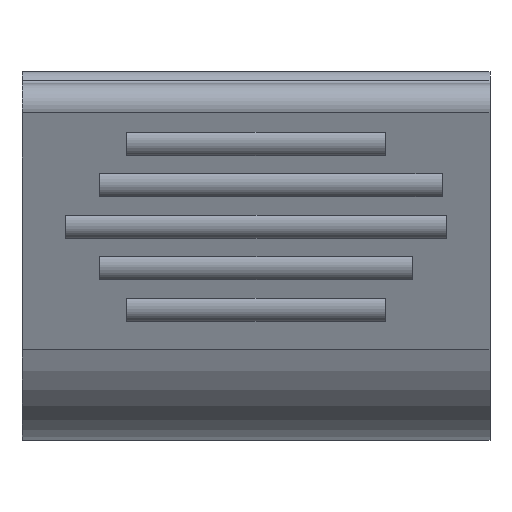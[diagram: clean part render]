
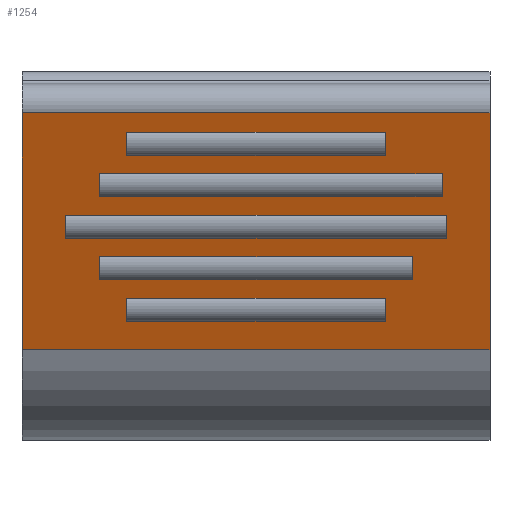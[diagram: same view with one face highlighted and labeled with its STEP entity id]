
A CAD part, top view. The second image highlights one B-rep face of the part: STEP entity #1254.
In plain terms, the highlighted planar face has unit normal (0, -0.342, 0.94).
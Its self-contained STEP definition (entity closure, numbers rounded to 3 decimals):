
#1204=AXIS2_PLACEMENT_3D('Plane Axis2P3D',#1201,#1202,#1203) ;
#107=CARTESIAN_POINT('Vertex',(15.257,8.833,11.786)) ;
#109=CARTESIAN_POINT('Vertex',(15.257,9.673,12.092)) ;
#112=CARTESIAN_POINT('Line Origine',(15.257,9.253,11.939)) ;
#128=CARTESIAN_POINT('Line Origine',(9.906,8.833,11.786)) ;
#132=CARTESIAN_POINT('Vertex',(2.822,8.833,11.786)) ;
#135=CARTESIAN_POINT('Line Origine',(9.906,9.673,12.092)) ;
#139=CARTESIAN_POINT('Vertex',(2.822,9.673,12.092)) ;
#160=CARTESIAN_POINT('Line Origine',(2.822,9.253,11.939)) ;
#180=CARTESIAN_POINT('Vertex',(3.808,5.163,10.451)) ;
#182=CARTESIAN_POINT('Vertex',(3.808,4.322,10.145)) ;
#185=CARTESIAN_POINT('Line Origine',(3.808,4.742,10.298)) ;
#205=CARTESIAN_POINT('Vertex',(13.192,4.322,10.145)) ;
#207=CARTESIAN_POINT('Vertex',(13.192,5.163,10.451)) ;
#210=CARTESIAN_POINT('Line Origine',(13.192,4.742,10.298)) ;
#226=CARTESIAN_POINT('Line Origine',(9.906,4.322,10.145)) ;
#231=CARTESIAN_POINT('Line Origine',(9.906,5.163,10.451)) ;
#248=CARTESIAN_POINT('Vertex',(13.192,10.336,12.334)) ;
#250=CARTESIAN_POINT('Vertex',(13.192,11.177,12.64)) ;
#253=CARTESIAN_POINT('Line Origine',(13.192,10.756,12.487)) ;
#268=CARTESIAN_POINT('Vertex',(3.808,11.177,12.64)) ;
#270=CARTESIAN_POINT('Vertex',(3.808,10.336,12.334)) ;
#273=CARTESIAN_POINT('Line Origine',(3.808,10.756,12.487)) ;
#289=CARTESIAN_POINT('Line Origine',(9.906,10.336,12.334)) ;
#294=CARTESIAN_POINT('Line Origine',(9.906,11.177,12.64)) ;
#316=CARTESIAN_POINT('Vertex',(1.593,8.17,11.545)) ;
#318=CARTESIAN_POINT('Vertex',(1.593,7.329,11.239)) ;
#321=CARTESIAN_POINT('Line Origine',(1.593,7.749,11.392)) ;
#341=CARTESIAN_POINT('Vertex',(15.407,7.329,11.239)) ;
#343=CARTESIAN_POINT('Vertex',(15.407,8.17,11.545)) ;
#346=CARTESIAN_POINT('Line Origine',(15.407,7.749,11.392)) ;
#362=CARTESIAN_POINT('Line Origine',(9.906,8.17,11.545)) ;
#367=CARTESIAN_POINT('Line Origine',(9.906,7.329,11.239)) ;
#384=CARTESIAN_POINT('Vertex',(2.822,6.666,10.998)) ;
#386=CARTESIAN_POINT('Vertex',(2.822,5.826,10.692)) ;
#389=CARTESIAN_POINT('Line Origine',(2.822,6.246,10.845)) ;
#409=CARTESIAN_POINT('Vertex',(14.178,5.826,10.692)) ;
#411=CARTESIAN_POINT('Vertex',(14.178,6.666,10.998)) ;
#414=CARTESIAN_POINT('Line Origine',(14.178,6.246,10.845)) ;
#430=CARTESIAN_POINT('Line Origine',(9.906,5.826,10.692)) ;
#435=CARTESIAN_POINT('Line Origine',(9.906,6.666,10.998)) ;
#459=CARTESIAN_POINT('Vertex',(0.,3.29,9.769)) ;
#462=CARTESIAN_POINT('Line Origine',(0.,7.588,11.333)) ;
#466=CARTESIAN_POINT('Vertex',(0.,11.886,12.898)) ;
#1185=CARTESIAN_POINT('Vertex',(17.,11.886,12.898)) ;
#1188=CARTESIAN_POINT('Line Origine',(9.11,11.886,12.898)) ;
#1201=CARTESIAN_POINT('Axis2P3D Location',(0.,11.886,12.898)) ;
#1206=CARTESIAN_POINT('Line Origine',(17.,7.588,11.333)) ;
#1210=CARTESIAN_POINT('Vertex',(17.,3.29,9.769)) ;
#1213=CARTESIAN_POINT('Line Origine',(8.5,3.29,9.769)) ;
#113=DIRECTION('Vector Direction',(0.,-0.94,-0.342)) ;
#129=DIRECTION('Vector Direction',(-1.,0.,0.)) ;
#136=DIRECTION('Vector Direction',(-1.,0.,0.)) ;
#161=DIRECTION('Vector Direction',(0.,0.94,0.342)) ;
#186=DIRECTION('Vector Direction',(0.,0.94,0.342)) ;
#211=DIRECTION('Vector Direction',(0.,-0.94,-0.342)) ;
#227=DIRECTION('Vector Direction',(-1.,0.,0.)) ;
#232=DIRECTION('Vector Direction',(-1.,0.,0.)) ;
#254=DIRECTION('Vector Direction',(0.,-0.94,-0.342)) ;
#274=DIRECTION('Vector Direction',(0.,0.94,0.342)) ;
#290=DIRECTION('Vector Direction',(-1.,0.,0.)) ;
#295=DIRECTION('Vector Direction',(-1.,0.,0.)) ;
#322=DIRECTION('Vector Direction',(0.,0.94,0.342)) ;
#347=DIRECTION('Vector Direction',(0.,-0.94,-0.342)) ;
#363=DIRECTION('Vector Direction',(-1.,0.,0.)) ;
#368=DIRECTION('Vector Direction',(-1.,0.,0.)) ;
#390=DIRECTION('Vector Direction',(0.,0.94,0.342)) ;
#415=DIRECTION('Vector Direction',(0.,-0.94,-0.342)) ;
#431=DIRECTION('Vector Direction',(-1.,0.,0.)) ;
#436=DIRECTION('Vector Direction',(-1.,0.,0.)) ;
#463=DIRECTION('Vector Direction',(0.,-0.94,-0.342)) ;
#1189=DIRECTION('Vector Direction',(-1.,0.,0.)) ;
#1202=DIRECTION('Axis2P3D Direction',(0.,-0.342,0.94)) ;
#1203=DIRECTION('Axis2P3D XDirection',(0.,-0.94,-0.342)) ;
#1207=DIRECTION('Vector Direction',(0.,-0.94,-0.342)) ;
#1214=DIRECTION('Vector Direction',(1.,0.,0.)) ;
#114=VECTOR('Line Direction',#113,1.) ;
#130=VECTOR('Line Direction',#129,1.) ;
#137=VECTOR('Line Direction',#136,1.) ;
#162=VECTOR('Line Direction',#161,1.) ;
#187=VECTOR('Line Direction',#186,1.) ;
#212=VECTOR('Line Direction',#211,1.) ;
#228=VECTOR('Line Direction',#227,1.) ;
#233=VECTOR('Line Direction',#232,1.) ;
#255=VECTOR('Line Direction',#254,1.) ;
#275=VECTOR('Line Direction',#274,1.) ;
#291=VECTOR('Line Direction',#290,1.) ;
#296=VECTOR('Line Direction',#295,1.) ;
#323=VECTOR('Line Direction',#322,1.) ;
#348=VECTOR('Line Direction',#347,1.) ;
#364=VECTOR('Line Direction',#363,1.) ;
#369=VECTOR('Line Direction',#368,1.) ;
#391=VECTOR('Line Direction',#390,1.) ;
#416=VECTOR('Line Direction',#415,1.) ;
#432=VECTOR('Line Direction',#431,1.) ;
#437=VECTOR('Line Direction',#436,1.) ;
#464=VECTOR('Line Direction',#463,1.) ;
#1190=VECTOR('Line Direction',#1189,1.) ;
#1208=VECTOR('Line Direction',#1207,1.) ;
#1215=VECTOR('Line Direction',#1214,1.) ;
#1219=ORIENTED_EDGE('',*,*,#1212,.F.) ;
#1220=ORIENTED_EDGE('',*,*,#1192,.F.) ;
#1221=ORIENTED_EDGE('',*,*,#468,.F.) ;
#1222=ORIENTED_EDGE('',*,*,#1217,.T.) ;
#1225=ORIENTED_EDGE('',*,*,#439,.T.) ;
#1226=ORIENTED_EDGE('',*,*,#418,.F.) ;
#1227=ORIENTED_EDGE('',*,*,#434,.F.) ;
#1228=ORIENTED_EDGE('',*,*,#393,.F.) ;
#1231=ORIENTED_EDGE('',*,*,#366,.T.) ;
#1232=ORIENTED_EDGE('',*,*,#350,.F.) ;
#1233=ORIENTED_EDGE('',*,*,#371,.F.) ;
#1234=ORIENTED_EDGE('',*,*,#325,.F.) ;
#1237=ORIENTED_EDGE('',*,*,#293,.F.) ;
#1238=ORIENTED_EDGE('',*,*,#277,.F.) ;
#1239=ORIENTED_EDGE('',*,*,#298,.T.) ;
#1240=ORIENTED_EDGE('',*,*,#257,.F.) ;
#1243=ORIENTED_EDGE('',*,*,#235,.T.) ;
#1244=ORIENTED_EDGE('',*,*,#214,.F.) ;
#1245=ORIENTED_EDGE('',*,*,#230,.F.) ;
#1246=ORIENTED_EDGE('',*,*,#189,.F.) ;
#1249=ORIENTED_EDGE('',*,*,#164,.F.) ;
#1250=ORIENTED_EDGE('',*,*,#141,.T.) ;
#1251=ORIENTED_EDGE('',*,*,#116,.F.) ;
#1252=ORIENTED_EDGE('',*,*,#134,.F.) ;
#1229=FACE_BOUND('',#1224,.T.) ;
#1235=FACE_BOUND('',#1230,.T.) ;
#1241=FACE_BOUND('',#1236,.T.) ;
#1247=FACE_BOUND('',#1242,.T.) ;
#1253=FACE_BOUND('',#1248,.T.) ;
#1254=ADVANCED_FACE('CLIP',(#1223,#1229,#1235,#1241,#1247,#1253),#1205,.T.) ;
#116=EDGE_CURVE('',#108,#110,#115,.F.) ;
#134=EDGE_CURVE('',#133,#108,#131,.F.) ;
#141=EDGE_CURVE('',#140,#110,#138,.F.) ;
#164=EDGE_CURVE('',#140,#133,#163,.F.) ;
#189=EDGE_CURVE('',#181,#183,#188,.F.) ;
#214=EDGE_CURVE('',#206,#208,#213,.F.) ;
#230=EDGE_CURVE('',#183,#206,#229,.F.) ;
#235=EDGE_CURVE('',#181,#208,#234,.F.) ;
#257=EDGE_CURVE('',#249,#251,#256,.F.) ;
#277=EDGE_CURVE('',#269,#271,#276,.F.) ;
#293=EDGE_CURVE('',#271,#249,#292,.F.) ;
#298=EDGE_CURVE('',#269,#251,#297,.F.) ;
#325=EDGE_CURVE('',#317,#319,#324,.F.) ;
#350=EDGE_CURVE('',#342,#344,#349,.F.) ;
#366=EDGE_CURVE('',#317,#344,#365,.F.) ;
#371=EDGE_CURVE('',#319,#342,#370,.F.) ;
#393=EDGE_CURVE('',#385,#387,#392,.F.) ;
#418=EDGE_CURVE('',#410,#412,#417,.F.) ;
#434=EDGE_CURVE('',#387,#410,#433,.F.) ;
#439=EDGE_CURVE('',#385,#412,#438,.F.) ;
#468=EDGE_CURVE('',#460,#467,#465,.F.) ;
#1192=EDGE_CURVE('',#467,#1186,#1191,.F.) ;
#1212=EDGE_CURVE('',#1186,#1211,#1209,.T.) ;
#1217=EDGE_CURVE('',#460,#1211,#1216,.T.) ;
#1218=EDGE_LOOP('',(#1219,#1220,#1221,#1222)) ;
#1224=EDGE_LOOP('',(#1225,#1226,#1227,#1228)) ;
#1230=EDGE_LOOP('',(#1231,#1232,#1233,#1234)) ;
#1236=EDGE_LOOP('',(#1237,#1238,#1239,#1240)) ;
#1242=EDGE_LOOP('',(#1243,#1244,#1245,#1246)) ;
#1248=EDGE_LOOP('',(#1249,#1250,#1251,#1252)) ;
#1223=FACE_OUTER_BOUND('',#1218,.T.) ;
#115=LINE('Line',#112,#114) ;
#131=LINE('Line',#128,#130) ;
#138=LINE('Line',#135,#137) ;
#163=LINE('Line',#160,#162) ;
#188=LINE('Line',#185,#187) ;
#213=LINE('Line',#210,#212) ;
#229=LINE('Line',#226,#228) ;
#234=LINE('Line',#231,#233) ;
#256=LINE('Line',#253,#255) ;
#276=LINE('Line',#273,#275) ;
#292=LINE('Line',#289,#291) ;
#297=LINE('Line',#294,#296) ;
#324=LINE('Line',#321,#323) ;
#349=LINE('Line',#346,#348) ;
#365=LINE('Line',#362,#364) ;
#370=LINE('Line',#367,#369) ;
#392=LINE('Line',#389,#391) ;
#417=LINE('Line',#414,#416) ;
#433=LINE('Line',#430,#432) ;
#438=LINE('Line',#435,#437) ;
#465=LINE('Line',#462,#464) ;
#1191=LINE('Line',#1188,#1190) ;
#1209=LINE('Line',#1206,#1208) ;
#1216=LINE('Line',#1213,#1215) ;
#1205=PLANE('',#1204) ;
#108=VERTEX_POINT('',#107) ;
#110=VERTEX_POINT('',#109) ;
#133=VERTEX_POINT('',#132) ;
#140=VERTEX_POINT('',#139) ;
#181=VERTEX_POINT('',#180) ;
#183=VERTEX_POINT('',#182) ;
#206=VERTEX_POINT('',#205) ;
#208=VERTEX_POINT('',#207) ;
#249=VERTEX_POINT('',#248) ;
#251=VERTEX_POINT('',#250) ;
#269=VERTEX_POINT('',#268) ;
#271=VERTEX_POINT('',#270) ;
#317=VERTEX_POINT('',#316) ;
#319=VERTEX_POINT('',#318) ;
#342=VERTEX_POINT('',#341) ;
#344=VERTEX_POINT('',#343) ;
#385=VERTEX_POINT('',#384) ;
#387=VERTEX_POINT('',#386) ;
#410=VERTEX_POINT('',#409) ;
#412=VERTEX_POINT('',#411) ;
#460=VERTEX_POINT('',#459) ;
#467=VERTEX_POINT('',#466) ;
#1186=VERTEX_POINT('',#1185) ;
#1211=VERTEX_POINT('',#1210) ;
